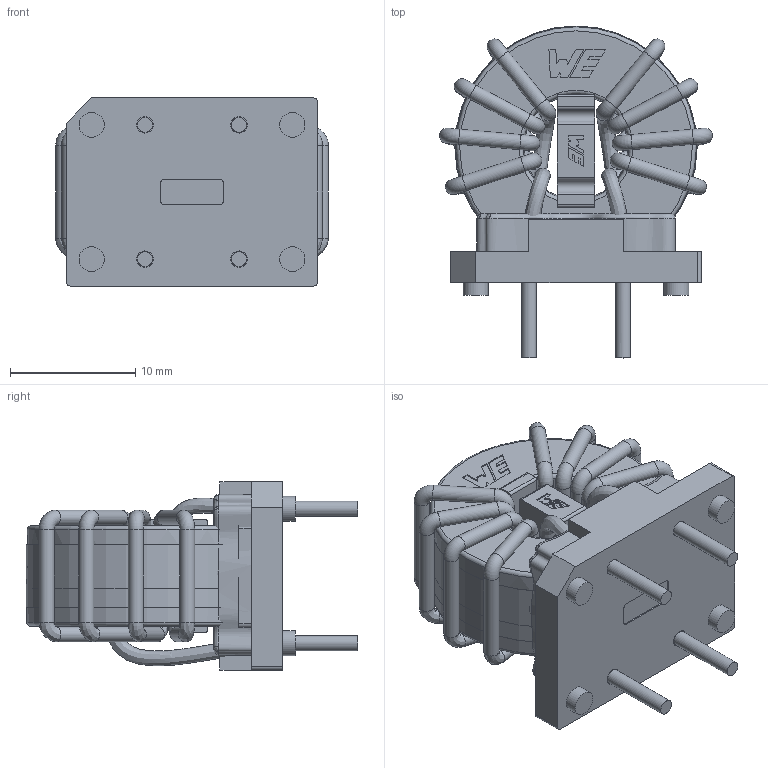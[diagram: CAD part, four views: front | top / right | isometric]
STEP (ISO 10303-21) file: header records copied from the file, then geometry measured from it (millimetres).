
FILE_DESCRIPTION(/* description */ ('Unknown'),/* implementation_level */ '2;1');
FILE_NAME(/* name */ '7448031501',/* time_stamp */ '2024-06-24T11:27:22+02:00',/* author */ ('Unknown'),/* organization */ ('Unknown'),/* preprocessor_version */ 'ST-DEVELOPER v19.4',/* originating_system */ 'Solid Edge',/* authorisation */ 'Unknown');
FILE_SCHEMA (('AUTOMOTIVE_DESIGN {1 0 10303 214 3 1 1}'));
Length unit declared in the file: millimetre
Products named in the file (10): 7448031501; BASE-4P-22; SPACER-0909-1; case_asm; CASE-T1610-3A_0; CASE-T1610-3B_0; PRT0001_0; turns_M; glueM; tesaM
Assembly tree (9 placements, depth 3):
  7448031501
    BASE-4P-22
    SPACER-0909-1
    case_asm
      CASE-T1610-3A_0
      CASE-T1610-3B_0
      PRT0001_0
    turns_M
    glueM
    tesaM
Bounding box: 21.75 x 26.46 x 15 mm (x, y, z)
Volume: 2893.3 mm3; surface area: 6300.5 mm2
Topology: 12 solids, 12 shells, 421 faces, 989 edges, 633 vertices
Faces by surface type: plane 230, cylinder 120, torus 33, bspline 29, cone 9
Full cylindrical faces by diameter (mm): 1.2 x38, 1.3 x4, 2 x4, 8.3 x1, 9.7 x2, 16.7 x2, 19.3 x1, 19.32 x1
Entity records: 18028 total; most frequent: CARTESIAN_POINT 7915, DIRECTION 1803, ORIENTED_EDGE 1654, EDGE_CURVE 827, AXIS2_PLACEMENT_3D 667, EDGE_LOOP 595, FACE_BOUND 595, VERTEX_POINT 590
